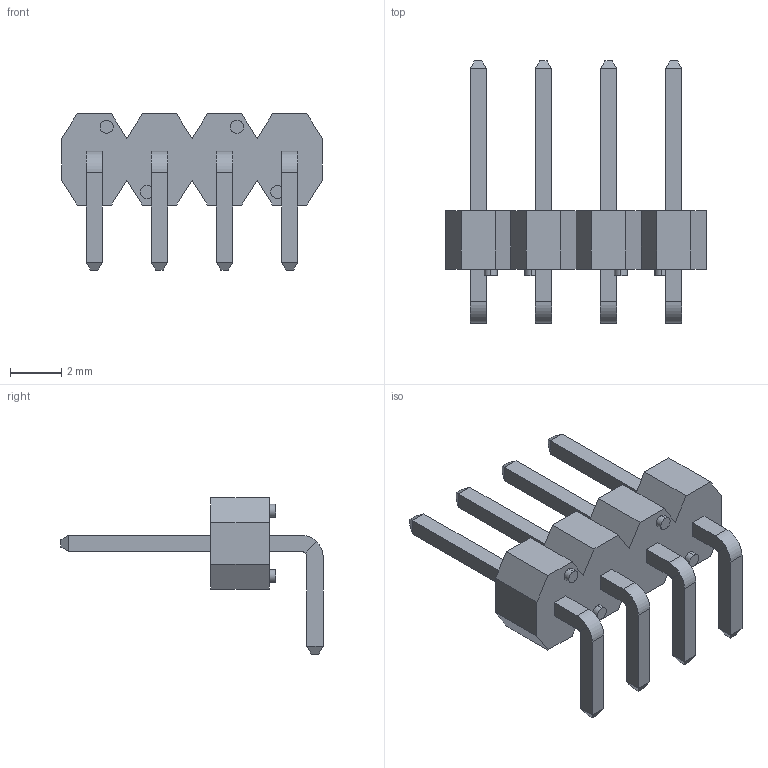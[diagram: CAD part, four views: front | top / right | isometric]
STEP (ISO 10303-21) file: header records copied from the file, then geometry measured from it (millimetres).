
FILE_DESCRIPTION (( 'STEP AP203' ), '1' );
FILE_NAME ('_ _C04SBAN.step', '2018-07-17T09:01:32', ( 'LUANN HERRING' ), ( 'SULLINS' ), 'SwSTEP 2.0', 'SolidWorks 2016', '' );
FILE_SCHEMA (( 'CONFIG_CONTROL_DESIGN' ));
Length unit declared in the file: inch
Products named in the file (2): _ _C04SBAN
Bounding box: 10.16 x 10.22 x 6.1 mm (x, y, z)
Volume: 90.6 mm3; surface area: 253.4 mm2
Topology: 1 solids, 1 shells, 136 faces, 334 edges, 212 vertices
Faces by surface type: plane 120, cylinder 16
Entity records: 4087 total; most frequent: CARTESIAN_POINT 684, ORIENTED_EDGE 668, DIRECTION 658, EDGE_CURVE 334, VECTOR 286, LINE 286, VERTEX_POINT 212, AXIS2_PLACEMENT_3D 186
